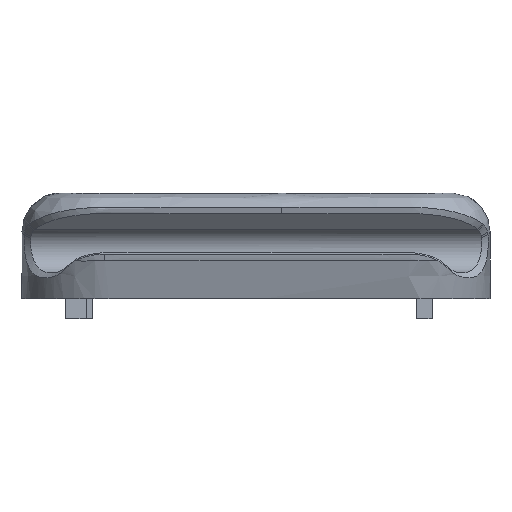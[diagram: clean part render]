
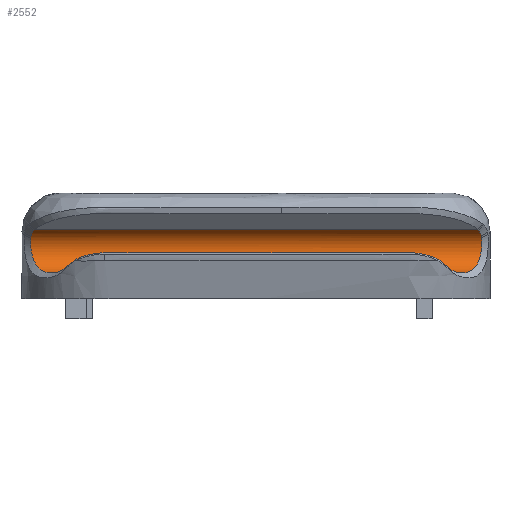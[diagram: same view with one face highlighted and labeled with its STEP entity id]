
A CAD part, front view. The second image highlights one B-rep face of the part: STEP entity #2552.
In plain terms, the highlighted cylindrical face has radius 1.763 mm (diameter 3.526 mm), a partial arc.
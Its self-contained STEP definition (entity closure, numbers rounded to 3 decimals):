
#23=CYLINDRICAL_SURFACE('',#2681,1.763);
#189=FACE_OUTER_BOUND('',#330,.T.);
#330=EDGE_LOOP('',(#1990,#1991,#1992,#1993,#1994,#1995,#1996,#1997,#1998,
#1999,#2000,#2001));
#536=LINE('',#5095,#733);
#537=LINE('',#5096,#734);
#733=VECTOR('',#2963,10.);
#734=VECTOR('',#2964,10.);
#873=B_SPLINE_CURVE_WITH_KNOTS('',3,(#4063,#4064,#4065,#4066,#4067,#4068),
 .UNSPECIFIED.,.F.,.F.,(4,2,4),(0.346,0.379,0.43),
 .UNSPECIFIED.);
#875=B_SPLINE_CURVE_WITH_KNOTS('',3,(#4141,#4142,#4143,#4144,#4145,#4146,
#4147,#4148,#4149,#4150,#4151,#4152,#4153,#4154,#4155),.UNSPECIFIED.,.F.,
 .F.,(4,1,2,2,2,2,2,4),(-0.058,0.037,0.132,
0.288,0.329,0.39,0.425,0.559),
 .UNSPECIFIED.);
#878=B_SPLINE_CURVE_WITH_KNOTS('',3,(#4193,#4194,#4195,#4196),
 .UNSPECIFIED.,.F.,.F.,(4,4),(-0.077,-0.058),
 .UNSPECIFIED.);
#882=B_SPLINE_CURVE_WITH_KNOTS('',3,(#4247,#4248,#4249,#4250),
 .UNSPECIFIED.,.F.,.F.,(4,4),(0.383,0.413),
 .UNSPECIFIED.);
#893=B_SPLINE_CURVE_WITH_KNOTS('',3,(#4657,#4658,#4659,#4660,#4661,#4662,
#4663,#4664,#4665,#4666,#4667,#4668,#4669),.UNSPECIFIED.,.F.,.F.,(4,2,2,
2,1,1,1,4),(-0.208,-0.087,0.048,0.116,
0.192,0.269,0.345,0.422),
 .UNSPECIFIED.);
#895=B_SPLINE_CURVE_WITH_KNOTS('',3,(#4690,#4691,#4692,#4693),
 .UNSPECIFIED.,.F.,.F.,(4,4),(3.307,3.316),
 .UNSPECIFIED.);
#897=B_SPLINE_CURVE_WITH_KNOTS('',3,(#4740,#4741,#4742,#4743,#4744,#4745,
#4746,#4747),.UNSPECIFIED.,.F.,.F.,(4,2,2,4),(0.,0.008,0.069,
0.089),.UNSPECIFIED.);
#899=B_SPLINE_CURVE_WITH_KNOTS('',3,(#4768,#4769,#4770,#4771),
 .UNSPECIFIED.,.F.,.F.,(4,4),(0.422,0.439),
 .UNSPECIFIED.);
#905=B_SPLINE_CURVE_WITH_KNOTS('',3,(#5041,#5042,#5043,#5044),
 .UNSPECIFIED.,.F.,.F.,(4,4),(0.055,0.074),
 .UNSPECIFIED.);
#907=B_SPLINE_CURVE_WITH_KNOTS('',3,(#5065,#5066,#5067,#5068),
 .UNSPECIFIED.,.F.,.F.,(4,4),(6.328,6.407),
 .UNSPECIFIED.);
#1128=VERTEX_POINT('',#4060);
#1129=VERTEX_POINT('',#4062);
#1132=VERTEX_POINT('',#4138);
#1133=VERTEX_POINT('',#4140);
#1136=VERTEX_POINT('',#4214);
#1144=VERTEX_POINT('',#4536);
#1148=VERTEX_POINT('',#4638);
#1151=VERTEX_POINT('',#4655);
#1152=VERTEX_POINT('',#4726);
#1155=VERTEX_POINT('',#4738);
#1157=VERTEX_POINT('',#4873);
#1160=VERTEX_POINT('',#4988);
#1431=EDGE_CURVE('',#1128,#1129,#873,.T.);
#1435=EDGE_CURVE('',#1132,#1133,#875,.T.);
#1439=EDGE_CURVE('',#1129,#1132,#878,.T.);
#1445=EDGE_CURVE('',#1133,#1136,#882,.T.);
#1462=EDGE_CURVE('',#1151,#1148,#893,.T.);
#1464=EDGE_CURVE('',#1144,#1151,#895,.T.);
#1468=EDGE_CURVE('',#1155,#1152,#897,.T.);
#1470=EDGE_CURVE('',#1148,#1155,#899,.T.);
#1479=EDGE_CURVE('',#1152,#1157,#905,.T.);
#1481=EDGE_CURVE('',#1160,#1128,#907,.T.);
#1484=EDGE_CURVE('',#1157,#1160,#536,.T.);
#1485=EDGE_CURVE('',#1144,#1136,#537,.T.);
#1990=ORIENTED_EDGE('',*,*,#1445,.F.);
#1991=ORIENTED_EDGE('',*,*,#1435,.F.);
#1992=ORIENTED_EDGE('',*,*,#1439,.F.);
#1993=ORIENTED_EDGE('',*,*,#1431,.F.);
#1994=ORIENTED_EDGE('',*,*,#1481,.F.);
#1995=ORIENTED_EDGE('',*,*,#1484,.F.);
#1996=ORIENTED_EDGE('',*,*,#1479,.F.);
#1997=ORIENTED_EDGE('',*,*,#1468,.F.);
#1998=ORIENTED_EDGE('',*,*,#1470,.F.);
#1999=ORIENTED_EDGE('',*,*,#1462,.F.);
#2000=ORIENTED_EDGE('',*,*,#1464,.F.);
#2001=ORIENTED_EDGE('',*,*,#1485,.T.);
#2552=ADVANCED_FACE('',(#189),#23,.F.);
#2681=AXIS2_PLACEMENT_3D('',#5094,#2961,#2962);
#2961=DIRECTION('center_axis',(1.,0.,0.));
#2962=DIRECTION('ref_axis',(0.,0.816,-0.578));
#2963=DIRECTION('',(1.,0.,0.));
#2964=DIRECTION('',(1.,0.,0.));
#4060=CARTESIAN_POINT('',(31.727,-3.374,7.924));
#4062=CARTESIAN_POINT('',(31.923,-2.853,7.488));
#4063=CARTESIAN_POINT('Ctrl Pts',(31.727,-3.374,7.924));
#4064=CARTESIAN_POINT('Ctrl Pts',(31.766,-3.295,7.881));
#4065=CARTESIAN_POINT('Ctrl Pts',(31.8,-3.22,7.832));
#4066=CARTESIAN_POINT('Ctrl Pts',(31.874,-3.038,7.692));
#4067=CARTESIAN_POINT('Ctrl Pts',(31.907,-2.939,7.594));
#4068=CARTESIAN_POINT('Ctrl Pts',(31.923,-2.853,7.488));
#4138=CARTESIAN_POINT('',(31.94,-2.75,7.347));
#4140=CARTESIAN_POINT('',(29.351,-5.344,5.018));
#4141=CARTESIAN_POINT('Ctrl Pts',(31.94,-2.75,7.347));
#4142=CARTESIAN_POINT('Ctrl Pts',(31.964,-2.591,7.104));
#4143=CARTESIAN_POINT('Ctrl Pts',(31.964,-2.394,6.525));
#4144=CARTESIAN_POINT('Ctrl Pts',(31.863,-2.493,5.948));
#4145=CARTESIAN_POINT('Ctrl Pts',(31.648,-2.773,5.282));
#4146=CARTESIAN_POINT('Ctrl Pts',(31.427,-3.087,4.976));
#4147=CARTESIAN_POINT('Ctrl Pts',(31.06,-3.529,4.756));
#4148=CARTESIAN_POINT('Ctrl Pts',(30.98,-3.624,4.719));
#4149=CARTESIAN_POINT('Ctrl Pts',(30.772,-3.863,4.647));
#4150=CARTESIAN_POINT('Ctrl Pts',(30.64,-4.009,4.624));
#4151=CARTESIAN_POINT('Ctrl Pts',(30.425,-4.239,4.615));
#4152=CARTESIAN_POINT('Ctrl Pts',(30.344,-4.323,4.617));
#4153=CARTESIAN_POINT('Ctrl Pts',(29.955,-4.727,4.659));
#4154=CARTESIAN_POINT('Ctrl Pts',(29.613,-5.056,4.782));
#4155=CARTESIAN_POINT('Ctrl Pts',(29.351,-5.344,5.018));
#4193=CARTESIAN_POINT('Ctrl Pts',(31.923,-2.853,7.488));
#4194=CARTESIAN_POINT('Ctrl Pts',(31.93,-2.816,7.443));
#4195=CARTESIAN_POINT('Ctrl Pts',(31.936,-2.782,7.396));
#4196=CARTESIAN_POINT('Ctrl Pts',(31.94,-2.75,7.347));
#4214=CARTESIAN_POINT('',(29.182,-5.512,5.176));
#4247=CARTESIAN_POINT('Ctrl Pts',(29.351,-5.344,5.018));
#4248=CARTESIAN_POINT('Ctrl Pts',(29.296,-5.405,5.068));
#4249=CARTESIAN_POINT('Ctrl Pts',(29.24,-5.461,5.121));
#4250=CARTESIAN_POINT('Ctrl Pts',(29.182,-5.512,5.176));
#4536=CARTESIAN_POINT('',(-0.242,-5.512,5.176));
#4638=CARTESIAN_POINT('',(-3.117,-2.734,7.321));
#4655=CARTESIAN_POINT('',(-0.407,-5.346,5.02));
#4657=CARTESIAN_POINT('Ctrl Pts',(-0.407,-5.346,
5.02));
#4658=CARTESIAN_POINT('Ctrl Pts',(-0.62,-5.108,
4.824));
#4659=CARTESIAN_POINT('Ctrl Pts',(-0.89,-4.845,
4.705));
#4660=CARTESIAN_POINT('Ctrl Pts',(-1.49,-4.242,4.587));
#4661=CARTESIAN_POINT('Ctrl Pts',(-1.799,-3.921,4.613));
#4662=CARTESIAN_POINT('Ctrl Pts',(-2.211,-3.459,4.783));
#4663=CARTESIAN_POINT('Ctrl Pts',(-2.34,-3.309,4.863));
#4664=CARTESIAN_POINT('Ctrl Pts',(-2.586,-3.013,5.084));
#4665=CARTESIAN_POINT('Ctrl Pts',(-2.812,-2.73,5.376));
#4666=CARTESIAN_POINT('Ctrl Pts',(-3.03,-2.464,5.977));
#4667=CARTESIAN_POINT('Ctrl Pts',(-3.132,-2.438,6.677));
#4668=CARTESIAN_POINT('Ctrl Pts',(-3.133,-2.61,7.126));
#4669=CARTESIAN_POINT('Ctrl Pts',(-3.117,-2.734,7.321));
#4690=CARTESIAN_POINT('Ctrl Pts',(-0.242,-5.512,
5.176));
#4691=CARTESIAN_POINT('Ctrl Pts',(-0.298,-5.461,
5.122));
#4692=CARTESIAN_POINT('Ctrl Pts',(-0.353,-5.406,
5.069));
#4693=CARTESIAN_POINT('Ctrl Pts',(-0.407,-5.346,5.02));
#4726=CARTESIAN_POINT('',(-2.895,-3.37,7.922));
#4738=CARTESIAN_POINT('',(-3.104,-2.822,7.449));
#4740=CARTESIAN_POINT('Ctrl Pts',(-3.104,-2.822,7.449));
#4741=CARTESIAN_POINT('Ctrl Pts',(-3.102,-2.836,7.467));
#4742=CARTESIAN_POINT('Ctrl Pts',(-3.099,-2.85,7.484));
#4743=CARTESIAN_POINT('Ctrl Pts',(-3.072,-2.969,7.629));
#4744=CARTESIAN_POINT('Ctrl Pts',(-3.026,-3.094,7.743));
#4745=CARTESIAN_POINT('Ctrl Pts',(-2.941,-3.277,7.868));
#4746=CARTESIAN_POINT('Ctrl Pts',(-2.919,-3.323,7.896));
#4747=CARTESIAN_POINT('Ctrl Pts',(-2.895,-3.37,7.922));
#4768=CARTESIAN_POINT('Ctrl Pts',(-3.117,-2.734,7.321));
#4769=CARTESIAN_POINT('Ctrl Pts',(-3.114,-2.761,7.365));
#4770=CARTESIAN_POINT('Ctrl Pts',(-3.109,-2.791,7.408));
#4771=CARTESIAN_POINT('Ctrl Pts',(-3.104,-2.822,7.449));
#4873=CARTESIAN_POINT('',(-2.819,-3.516,7.994));
#4988=CARTESIAN_POINT('',(31.656,-3.516,7.994));
#5041=CARTESIAN_POINT('Ctrl Pts',(-2.895,-3.37,7.922));
#5042=CARTESIAN_POINT('Ctrl Pts',(-2.87,-3.418,7.949));
#5043=CARTESIAN_POINT('Ctrl Pts',(-2.845,-3.467,7.973));
#5044=CARTESIAN_POINT('Ctrl Pts',(-2.819,-3.516,7.994));
#5065=CARTESIAN_POINT('Ctrl Pts',(31.656,-3.516,7.994));
#5066=CARTESIAN_POINT('Ctrl Pts',(31.68,-3.468,7.973));
#5067=CARTESIAN_POINT('Ctrl Pts',(31.704,-3.421,7.95));
#5068=CARTESIAN_POINT('Ctrl Pts',(31.727,-3.374,7.924));
#5094=CARTESIAN_POINT('Origin',(-17.7,-4.224,6.38));
#5095=CARTESIAN_POINT('',(-17.7,-3.516,7.994));
#5096=CARTESIAN_POINT('',(-17.7,-5.512,5.176));
